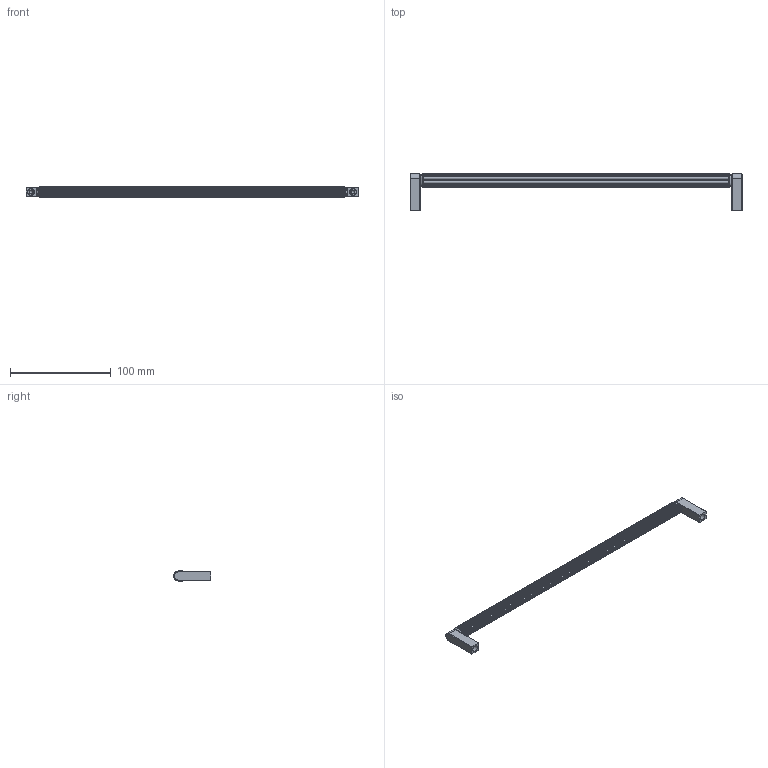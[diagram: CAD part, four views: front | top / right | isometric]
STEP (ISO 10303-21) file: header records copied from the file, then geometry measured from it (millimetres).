
FILE_DESCRIPTION(/* description */ (''),/* implementation_level */ '2;1');
FILE_NAME(/* name */ '0676_320_01.stp',/* time_stamp */ '2024-11-12T11:58:57+01:00',/* author */ ('mantolin'),/* organization */ (''),/* preprocessor_version */ 'ST-DEVELOPER v18.1',/* originating_system */ 'Autodesk Inventor 2022',/* authorisation */ '');
FILE_SCHEMA (('AUTOMOTIVE_DESIGN { 1 0 10303 214 3 1 1 }'));
Length unit declared in the file: millimetre
Products named in the file (3): 0676_160_00; 0676_Extreme Foot_00; 0676_320_Bar_00
Assembly tree (3 placements, depth 2):
  0676_160_00
    0676_Extreme Foot_00  x2
    0676_320_Bar_00
Bounding box: 330 x 37 x 10 mm (x, y, z)
Volume: 40517.4 mm3; surface area: 18670.2 mm2
Topology: 3 solids, 3 shells, 372 faces, 878 edges, 518 vertices
Faces by surface type: bspline 192, cylinder 124, plane 38, cone 10, torus 8
Full cylindrical faces by diameter (mm): 3.242 x2, 4 x2, 6.5 x2
Entity records: 26224 total; most frequent: CARTESIAN_POINT 19388, ORIENTED_EDGE 1662, DIRECTION 1070, EDGE_CURVE 831, VERTEX_POINT 489, AXIS2_PLACEMENT_3D 447, EDGE_LOOP 360, B_SPLINE_CURVE_WITH_KNOTS 360
